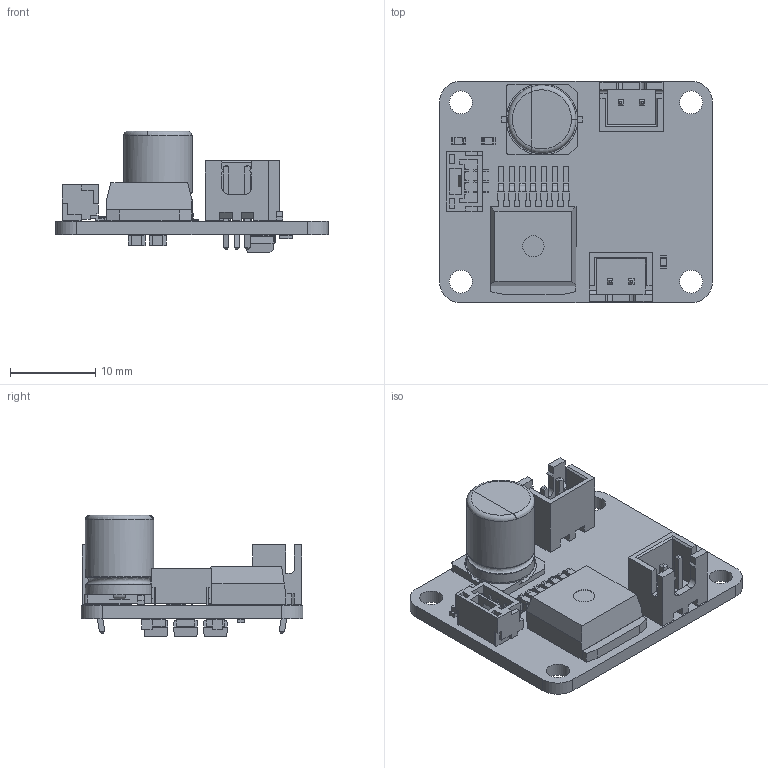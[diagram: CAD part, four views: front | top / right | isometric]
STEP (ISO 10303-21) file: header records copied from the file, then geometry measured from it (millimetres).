
FILE_DESCRIPTION(('KiCad electronic assembly'),'2;1');
FILE_NAME('5v_supply.step','2021-02-17T16:16:02',('An Author'),( 'A Company'),'Open CASCADE STEP processor 7.5', 'KiCad to STEP converter','Unknown');
FILE_SCHEMA(('AUTOMOTIVE_DESIGN { 1 0 10303 214 1 1 1 1 }'));
Length unit declared in the file: millimetre
Products named in the file (18): Open CASCADE STEP translator 7.5 1; R_0603_1608Metric; SOLID; LED_0603_1608Metric; CP_EIA-3528-21_Kemet-B; JST_GH_BM03B-GHS-TBT_1x03-1MP_P1.25mm_Vertical; JST_XH_B2B-XH-A_1x02_P2.50mm_Vertical; CP_Elec_8x10.5; C_0805_2012Metric; TO-263-7_TabPin4; COMPOUND
Assembly tree (23 placements, depth 3):
  Open CASCADE STEP translator 7.5 1
    R_0603_1608Metric  x2
      SOLID
    LED_0603_1608Metric  x2
      SOLID
    CP_EIA-3528-21_Kemet-B  x3
      SOLID
    JST_GH_BM03B-GHS-TBT_1x03-1MP_P1.25mm_Vertical
      SOLID
    JST_XH_B2B-XH-A_1x02_P2.50mm_Vertical  x2
      SOLID
    CP_Elec_8x10.5
      SOLID
    C_0805_2012Metric  x2
      SOLID
    TO-263-7_TabPin4
      SOLID
    COMPOUND
Bounding box: 32 x 26 x 14.3 mm (x, y, z)
Volume: 2667.4 mm3; surface area: 3994.8 mm2
Topology: 15 solids, 15 shells, 926 faces, 2488 edges, 1625 vertices
Faces by surface type: plane 762, cylinder 130, bspline 29, torus 4, revolution 1
Full cylindrical faces by diameter (mm): 1 x4, 2.5 x1, 2.7 x4, 8 x2
Entity records: 50774 total; most frequent: CARTESIAN_POINT 11324, DIRECTION 6496, LINE 4727, VECTOR 4727, ORIENTED_EDGE 3448, PCURVE 3448, DEFINITIONAL_REPRESENTATION 3448, EDGE_CURVE 1724
